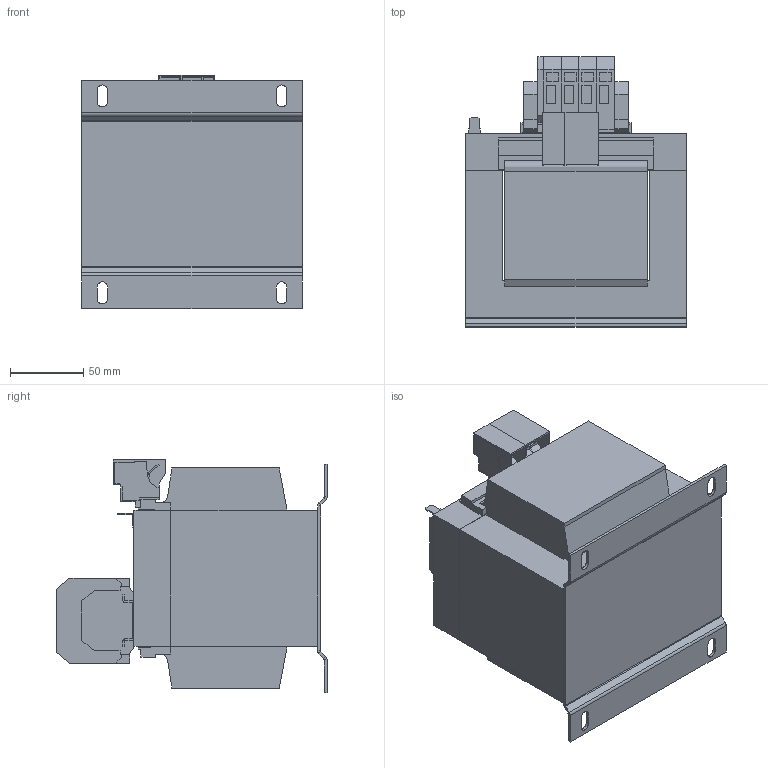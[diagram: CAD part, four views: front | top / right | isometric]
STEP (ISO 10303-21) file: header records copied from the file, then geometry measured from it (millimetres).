
FILE_DESCRIPTION (( 'STEP AP214' ), '1' );
FILE_NAME ('192454.STEP', '2023-08-15T12:31:42', ( '' ), ( '' ), 'SwSTEP 2.0', 'SolidWorks 2018', '' );
FILE_SCHEMA (( 'AUTOMOTIVE_DESIGN' ));
Length unit declared in the file: millimetre
Products named in the file (1): 192454
Bounding box: 150 x 184 x 158.65 mm (x, y, z)
Volume: 2410511.3 mm3; surface area: 221746.3 mm2
Topology: 1 solids, 1 shells, 636 faces, 1674 edges, 1064 vertices
Faces by surface type: plane 570, cylinder 66
Entity records: 19197 total; most frequent: CARTESIAN_POINT 3375, ORIENTED_EDGE 3348, DIRECTION 3085, EDGE_CURVE 1674, LINE 1537, VECTOR 1537, VERTEX_POINT 1064, AXIS2_PLACEMENT_3D 774
